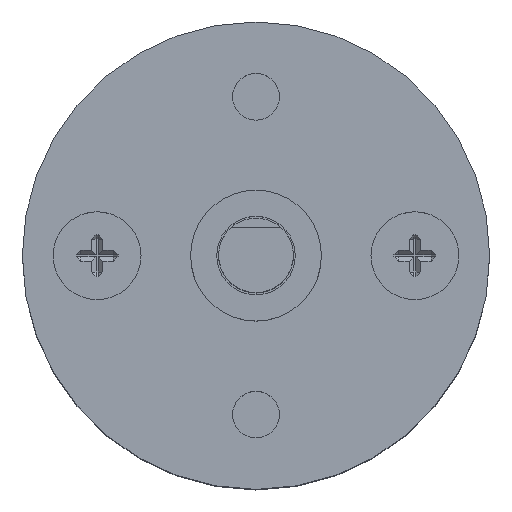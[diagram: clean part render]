
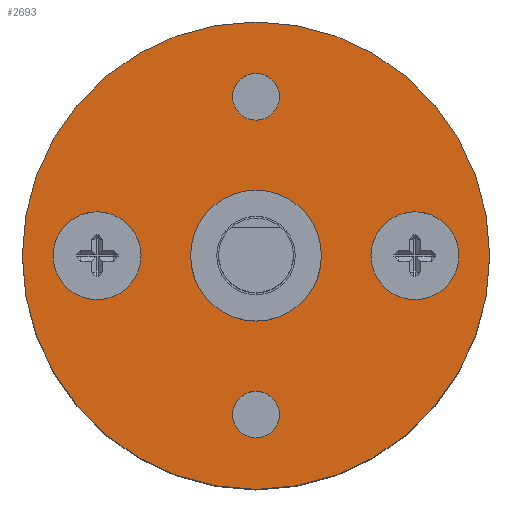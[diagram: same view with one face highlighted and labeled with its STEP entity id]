
A CAD part, top view. The second image highlights one B-rep face of the part: STEP entity #2693.
In plain terms, the highlighted planar face has unit normal (0, 0, 1).
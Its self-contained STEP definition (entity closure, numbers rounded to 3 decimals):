
#367 = DIRECTION ( 'NONE',  ( 1., 0., 0. ) ) ;
#484 = AXIS2_PLACEMENT_3D ( 'NONE', #10054, #25007, #27375 ) ;
#584 = AXIS2_PLACEMENT_3D ( 'NONE', #5056, #22001, #367 ) ;
#1080 = CARTESIAN_POINT ( 'NONE',  ( 34.375, 0., 18.375 ) ) ;
#1139 = CARTESIAN_POINT ( 'NONE',  ( 20.025, 0., 18.375 ) ) ;
#1379 = DIRECTION ( 'NONE',  ( 0., 0., 1. ) ) ;
#1564 = EDGE_CURVE ( 'NONE', #17745, #7012, #3126, .T. ) ;
#1649 = AXIS2_PLACEMENT_3D ( 'NONE', #24482, #24377, #4749 ) ;
#1941 = ORIENTED_EDGE ( 'NONE', *, *, #15328, .F. ) ;
#1974 = ORIENTED_EDGE ( 'NONE', *, *, #3223, .F. ) ;
#2281 = CARTESIAN_POINT ( 'NONE',  ( 29.625, 8.5, 18.375 ) ) ;
#2360 = EDGE_LOOP ( 'NONE', ( #18120, #8486 ) ) ;
#2431 = AXIS2_PLACEMENT_3D ( 'NONE', #27490, #1379, #18825 ) ;
#2490 = CIRCLE ( 'NONE', #9038, 2.35 ) ;
#2551 = PLANE ( 'NONE',  #1649 ) ;
#2693 = ADVANCED_FACE ( 'NONE', ( #23481, #22815, #20449, #23163, #16701, #18412 ), #2551, .F. ) ;
#3126 = CIRCLE ( 'NONE', #6904, 1.25 ) ;
#3189 = AXIS2_PLACEMENT_3D ( 'NONE', #16512, #3457, #12220 ) ;
#3223 = EDGE_CURVE ( 'NONE', #19343, #3691, #10174, .T. ) ;
#3457 = DIRECTION ( 'NONE',  ( 0., 0., -1. ) ) ;
#3547 = ORIENTED_EDGE ( 'NONE', *, *, #22014, .T. ) ;
#3557 = VERTEX_POINT ( 'NONE', #6581 ) ;
#3691 = VERTEX_POINT ( 'NONE', #22201 ) ;
#4360 = ORIENTED_EDGE ( 'NONE', *, *, #21752, .F. ) ;
#4682 = CARTESIAN_POINT ( 'NONE',  ( 24.725, 0., 18.375 ) ) ;
#4749 = DIRECTION ( 'NONE',  ( -1., 0., 0. ) ) ;
#4758 = CARTESIAN_POINT ( 'NONE',  ( 30.875, -8.5, 18.375 ) ) ;
#5056 = CARTESIAN_POINT ( 'NONE',  ( 30.875, 8.5, 18.375 ) ) ;
#5080 = CARTESIAN_POINT ( 'NONE',  ( 18.375, 0., 18.375 ) ) ;
#5133 = CIRCLE ( 'NONE', #484, 1.25 ) ;
#5322 = EDGE_CURVE ( 'NONE', #19518, #26539, #9880, .T. ) ;
#5746 = DIRECTION ( 'NONE',  ( 0., 0., 1. ) ) ;
#6227 = AXIS2_PLACEMENT_3D ( 'NONE', #25756, #12581, #25848 ) ;
#6342 = EDGE_CURVE ( 'NONE', #3557, #10007, #17221, .T. ) ;
#6581 = CARTESIAN_POINT ( 'NONE',  ( 43.375, 0., 18.375 ) ) ;
#6904 = AXIS2_PLACEMENT_3D ( 'NONE', #4758, #10868, #19814 ) ;
#7012 = VERTEX_POINT ( 'NONE', #11035 ) ;
#7017 = EDGE_LOOP ( 'NONE', ( #11482, #1941 ) ) ;
#7146 = EDGE_LOOP ( 'NONE', ( #17943, #10835 ) ) ;
#7894 = DIRECTION ( 'NONE',  ( 0., 0., 1. ) ) ;
#8154 = VERTEX_POINT ( 'NONE', #1080 ) ;
#8486 = ORIENTED_EDGE ( 'NONE', *, *, #12317, .F. ) ;
#9038 = AXIS2_PLACEMENT_3D ( 'NONE', #19649, #15352, #26510 ) ;
#9222 = CIRCLE ( 'NONE', #11287, 2.35 ) ;
#9880 = CIRCLE ( 'NONE', #584, 1.25 ) ;
#10007 = VERTEX_POINT ( 'NONE', #5080 ) ;
#10054 = CARTESIAN_POINT ( 'NONE',  ( 30.875, 8.5, 18.375 ) ) ;
#10174 = CIRCLE ( 'NONE', #25399, 2.35 ) ;
#10256 = CIRCLE ( 'NONE', #10286, 3.5 ) ;
#10286 = AXIS2_PLACEMENT_3D ( 'NONE', #19046, #14748, #23390 ) ;
#10835 = ORIENTED_EDGE ( 'NONE', *, *, #18498, .F. ) ;
#10868 = DIRECTION ( 'NONE',  ( 0., 0., 1. ) ) ;
#10998 = EDGE_LOOP ( 'NONE', ( #23688, #4360 ) ) ;
#11035 = CARTESIAN_POINT ( 'NONE',  ( 29.625, -8.5, 18.375 ) ) ;
#11070 = DIRECTION ( 'NONE',  ( -1., 0., 0. ) ) ;
#11140 = VERTEX_POINT ( 'NONE', #27503 ) ;
#11287 = AXIS2_PLACEMENT_3D ( 'NONE', #13237, #15166, #11070 ) ;
#11482 = ORIENTED_EDGE ( 'NONE', *, *, #18270, .F. ) ;
#12220 = DIRECTION ( 'NONE',  ( -1., 0., 0. ) ) ;
#12292 = CARTESIAN_POINT ( 'NONE',  ( 30.875, 0., 18.375 ) ) ;
#12317 = EDGE_CURVE ( 'NONE', #10007, #3557, #25499, .T. ) ;
#12421 = CARTESIAN_POINT ( 'NONE',  ( 39.375, 0., 18.375 ) ) ;
#12581 = DIRECTION ( 'NONE',  ( 0., 0., -1. ) ) ;
#12701 = ORIENTED_EDGE ( 'NONE', *, *, #15053, .T. ) ;
#13237 = CARTESIAN_POINT ( 'NONE',  ( 22.375, 0., 18.375 ) ) ;
#13498 = ORIENTED_EDGE ( 'NONE', *, *, #17972, .F. ) ;
#13625 = CIRCLE ( 'NONE', #2431, 1.25 ) ;
#13766 = CARTESIAN_POINT ( 'NONE',  ( 32.125, -8.5, 18.375 ) ) ;
#14416 = CIRCLE ( 'NONE', #24652, 3.5 ) ;
#14748 = DIRECTION ( 'NONE',  ( 0., 0., 1. ) ) ;
#15053 = EDGE_CURVE ( 'NONE', #26095, #24018, #2490, .T. ) ;
#15166 = DIRECTION ( 'NONE',  ( 0., 0., -1. ) ) ;
#15328 = EDGE_CURVE ( 'NONE', #8154, #11140, #14416, .T. ) ;
#15352 = DIRECTION ( 'NONE',  ( 0., 0., -1. ) ) ;
#15446 = EDGE_LOOP ( 'NONE', ( #13498, #1974 ) ) ;
#16512 = CARTESIAN_POINT ( 'NONE',  ( 30.875, 0., 18.375 ) ) ;
#16701 = FACE_BOUND ( 'NONE', #7017, .T. ) ;
#16805 = CARTESIAN_POINT ( 'NONE',  ( 39.375, 0., 18.375 ) ) ;
#17011 = DIRECTION ( 'NONE',  ( 0., 0., 1. ) ) ;
#17221 = CIRCLE ( 'NONE', #3189, 12.5 ) ;
#17437 = CIRCLE ( 'NONE', #21208, 2.35 ) ;
#17745 = VERTEX_POINT ( 'NONE', #13766 ) ;
#17943 = ORIENTED_EDGE ( 'NONE', *, *, #1564, .F. ) ;
#17972 = EDGE_CURVE ( 'NONE', #3691, #19343, #17437, .T. ) ;
#18120 = ORIENTED_EDGE ( 'NONE', *, *, #6342, .F. ) ;
#18270 = EDGE_CURVE ( 'NONE', #11140, #8154, #10256, .T. ) ;
#18412 = FACE_OUTER_BOUND ( 'NONE', #2360, .T. ) ;
#18498 = EDGE_CURVE ( 'NONE', #7012, #17745, #13625, .T. ) ;
#18683 = EDGE_LOOP ( 'NONE', ( #12701, #3547 ) ) ;
#18825 = DIRECTION ( 'NONE',  ( 1., 0., 0. ) ) ;
#19046 = CARTESIAN_POINT ( 'NONE',  ( 30.875, 0., 18.375 ) ) ;
#19343 = VERTEX_POINT ( 'NONE', #24463 ) ;
#19518 = VERTEX_POINT ( 'NONE', #23475 ) ;
#19649 = CARTESIAN_POINT ( 'NONE',  ( 22.375, 0., 18.375 ) ) ;
#19814 = DIRECTION ( 'NONE',  ( 1., 0., 0. ) ) ;
#20449 = FACE_BOUND ( 'NONE', #7146, .T. ) ;
#21208 = AXIS2_PLACEMENT_3D ( 'NONE', #12421, #17011, #23554 ) ;
#21752 = EDGE_CURVE ( 'NONE', #26539, #19518, #5133, .T. ) ;
#22001 = DIRECTION ( 'NONE',  ( 0., 0., 1. ) ) ;
#22014 = EDGE_CURVE ( 'NONE', #24018, #26095, #9222, .T. ) ;
#22201 = CARTESIAN_POINT ( 'NONE',  ( 41.725, 0., 18.375 ) ) ;
#22815 = FACE_BOUND ( 'NONE', #15446, .T. ) ;
#23136 = DIRECTION ( 'NONE',  ( -1., 0., 0. ) ) ;
#23163 = FACE_BOUND ( 'NONE', #10998, .T. ) ;
#23390 = DIRECTION ( 'NONE',  ( -1., 0., 0. ) ) ;
#23475 = CARTESIAN_POINT ( 'NONE',  ( 32.125, 8.5, 18.375 ) ) ;
#23481 = FACE_BOUND ( 'NONE', #18683, .T. ) ;
#23554 = DIRECTION ( 'NONE',  ( 1., 0., 0. ) ) ;
#23688 = ORIENTED_EDGE ( 'NONE', *, *, #5322, .F. ) ;
#24018 = VERTEX_POINT ( 'NONE', #1139 ) ;
#24377 = DIRECTION ( 'NONE',  ( 0., 0., -1. ) ) ;
#24463 = CARTESIAN_POINT ( 'NONE',  ( 37.025, 0., 18.375 ) ) ;
#24482 = CARTESIAN_POINT ( 'NONE',  ( 30.875, 0., 18.375 ) ) ;
#24652 = AXIS2_PLACEMENT_3D ( 'NONE', #12292, #7894, #23136 ) ;
#25007 = DIRECTION ( 'NONE',  ( 0., 0., 1. ) ) ;
#25094 = DIRECTION ( 'NONE',  ( 1., 0., 0. ) ) ;
#25399 = AXIS2_PLACEMENT_3D ( 'NONE', #16805, #5746, #25094 ) ;
#25499 = CIRCLE ( 'NONE', #6227, 12.5 ) ;
#25756 = CARTESIAN_POINT ( 'NONE',  ( 30.875, 0., 18.375 ) ) ;
#25848 = DIRECTION ( 'NONE',  ( -1., 0., 0. ) ) ;
#26095 = VERTEX_POINT ( 'NONE', #4682 ) ;
#26510 = DIRECTION ( 'NONE',  ( -1., 0., 0. ) ) ;
#26539 = VERTEX_POINT ( 'NONE', #2281 ) ;
#27375 = DIRECTION ( 'NONE',  ( 1., 0., 0. ) ) ;
#27490 = CARTESIAN_POINT ( 'NONE',  ( 30.875, -8.5, 18.375 ) ) ;
#27503 = CARTESIAN_POINT ( 'NONE',  ( 27.375, 0., 18.375 ) ) ;
